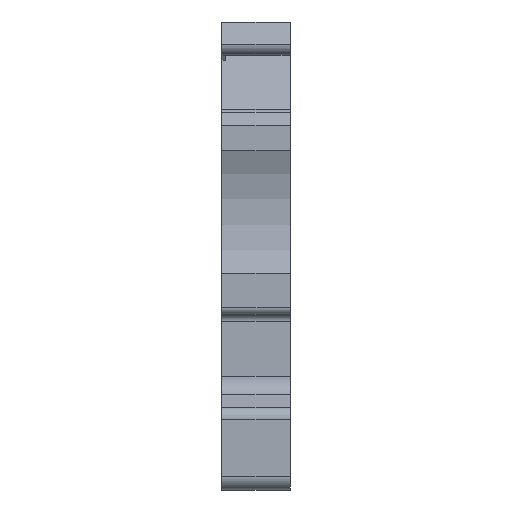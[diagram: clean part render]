
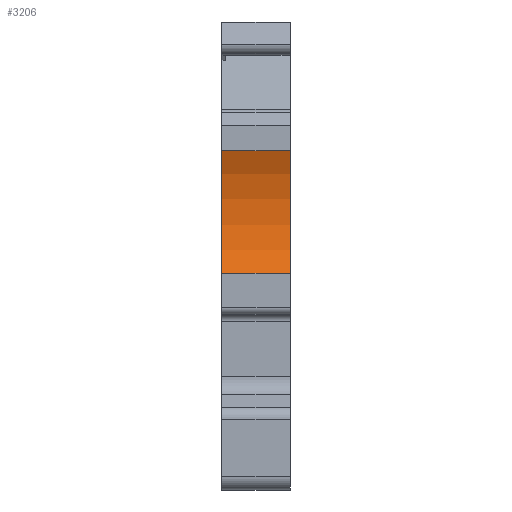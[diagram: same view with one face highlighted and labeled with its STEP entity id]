
A CAD part, left-side view. The second image highlights one B-rep face of the part: STEP entity #3206.
In plain terms, the highlighted cylindrical face has radius 10.625 mm (diameter 21.25 mm), a partial arc.
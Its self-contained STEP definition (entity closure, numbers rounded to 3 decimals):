
#54=CIRCLE('',#3422,10.625);
#55=CIRCLE('',#3423,10.625);
#142=CYLINDRICAL_SURFACE('',#3421,10.625);
#387=ORIENTED_EDGE('',*,*,#1327,.T.);
#388=ORIENTED_EDGE('',*,*,#1328,.F.);
#389=ORIENTED_EDGE('',*,*,#1325,.F.);
#390=ORIENTED_EDGE('',*,*,#1329,.F.);
#1325=EDGE_CURVE('',#1781,#1782,#2096,.T.);
#1327=EDGE_CURVE('',#1783,#1784,#2098,.T.);
#1328=EDGE_CURVE('',#1782,#1784,#54,.F.);
#1329=EDGE_CURVE('',#1783,#1781,#55,.F.);
#1781=VERTEX_POINT('',#4912);
#1782=VERTEX_POINT('',#4914);
#1783=VERTEX_POINT('',#4918);
#1784=VERTEX_POINT('',#4919);
#2096=LINE('',#4913,#2469);
#2098=LINE('',#4917,#2471);
#2469=VECTOR('',#3908,1000.);
#2471=VECTOR('',#3912,1000.);
#2753=EDGE_LOOP('',(#387,#388,#389,#390));
#2924=FACE_BOUND('',#2753,.T.);
#3206=ADVANCED_FACE('',(#2924),#142,.F.);
#3421=AXIS2_PLACEMENT_3D('',#4916,#3910,#3911);
#3422=AXIS2_PLACEMENT_3D('',#4920,#3913,#3914);
#3423=AXIS2_PLACEMENT_3D('',#4921,#3915,#3916);
#3908=DIRECTION('',(0.,1.,0.));
#3910=DIRECTION('',(0.,1.,0.));
#3911=DIRECTION('',(0.,0.,1.));
#3912=DIRECTION('',(0.,1.,0.));
#3913=DIRECTION('',(0.,1.,0.));
#3914=DIRECTION('',(0.,0.,1.));
#3915=DIRECTION('',(0.,-1.,0.));
#3916=DIRECTION('',(0.,0.,-1.));
#4912=CARTESIAN_POINT('',(-26.5,-5.,-1.933));
#4913=CARTESIAN_POINT('',(-26.5,-67.598,-1.933));
#4914=CARTESIAN_POINT('',(-26.5,0.,-1.933));
#4916=CARTESIAN_POINT('',(-36.125,-67.598,2.567));
#4917=CARTESIAN_POINT('',(-26.5,-67.598,7.067));
#4918=CARTESIAN_POINT('',(-26.5,-5.,7.067));
#4919=CARTESIAN_POINT('',(-26.5,0.,7.067));
#4920=CARTESIAN_POINT('',(-36.125,0.,2.567));
#4921=CARTESIAN_POINT('',(-36.125,-5.,2.567));
